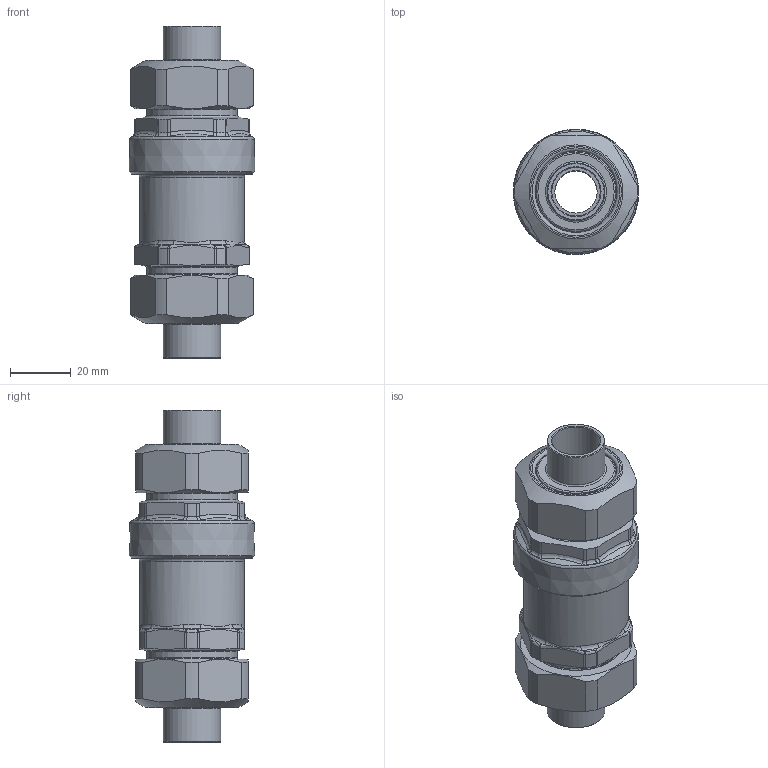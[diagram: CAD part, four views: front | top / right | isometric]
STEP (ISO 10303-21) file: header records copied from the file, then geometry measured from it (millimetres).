
FILE_DESCRIPTION(/* description */ (''),/* implementation_level */ '2;1');
FILE_NAME(/* name */ '127349AF_Simplify_1.stp',/* time_stamp */ '2025-07-23T14:29:18-05:00',/* author */ ('ischreiner'),/* organization */ (''),/* preprocessor_version */ 'ST-DEVELOPER v20',/* originating_system */ 'Autodesk Inventor 2025',/* authorisation */ '');
FILE_SCHEMA (('AUTOMOTIVE_DESIGN { 1 0 10303 214 3 1 1 }'));
Length unit declared in the file: inch
Products named in the file (1): 127349AF_Simplify_1
Bounding box: 41.38 x 41.38 x 109.4 mm (x, y, z)
Volume: 49479.9 mm3; surface area: 35240.9 mm2
Topology: 6 solids, 6 shells, 269 faces, 610 edges, 369 vertices
Faces by surface type: cylinder 67, cone 53, torus 53, plane 52, bspline 44
Full cylindrical faces by diameter (mm): 13.97 x2, 15.977 x2, 19.05 x2, 21 x2, 24.1 x2, 25 x2, 26.162 x2, 26.924 x2, 28.3 x2, 28.5 x1, 28.6 x1, 29.845 x2, 30 x4, 30.2 x1, 30.302 x2, 30.4 x1, 33.1 x2, 33.5 x1, 34.5 x1, 35.5 x1, 37 x1, 37.7 x1
Entity records: 10696 total; most frequent: CARTESIAN_POINT 4511, DIRECTION 1242, ORIENTED_EDGE 1220, EDGE_CURVE 610, AXIS2_PLACEMENT_3D 552, VERTEX_POINT 369, EDGE_LOOP 297, CIRCLE 278
